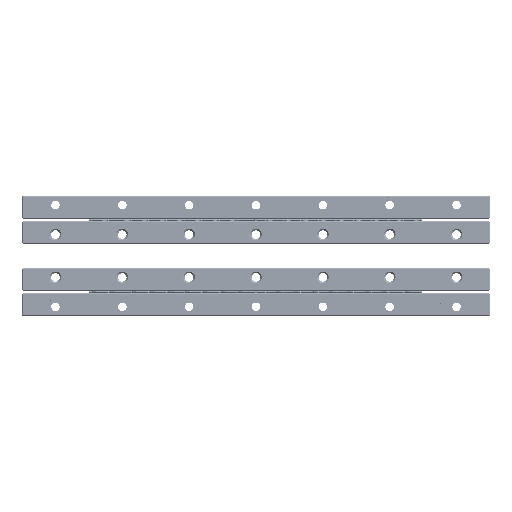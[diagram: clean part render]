
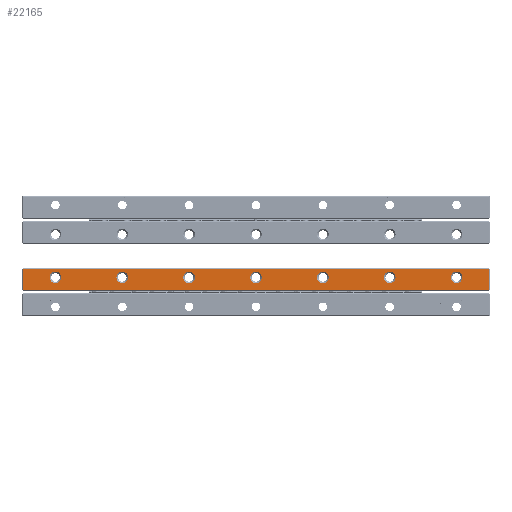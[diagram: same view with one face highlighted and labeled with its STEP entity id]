
A CAD part, top view. The second image highlights one B-rep face of the part: STEP entity #22165.
In plain terms, the highlighted planar face has unit normal (0, 0, 1).
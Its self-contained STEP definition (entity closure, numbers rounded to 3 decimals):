
#4195=CIRCLE('',#116791,2.175);
#4196=CIRCLE('',#116792,2.175);
#4197=CIRCLE('',#116793,2.175);
#4198=CIRCLE('',#116794,2.175);
#4199=CIRCLE('',#116795,2.175);
#4200=CIRCLE('',#116796,2.175);
#4201=CIRCLE('',#116797,2.175);
#10326=FACE_BOUND('',#35987,.T.);
#10327=FACE_BOUND('',#35988,.T.);
#10328=FACE_BOUND('',#35989,.T.);
#10329=FACE_BOUND('',#35990,.T.);
#10330=FACE_BOUND('',#35991,.T.);
#10331=FACE_BOUND('',#35992,.T.);
#10332=FACE_BOUND('',#35993,.T.);
#10333=FACE_BOUND('',#35994,.T.);
#22165=ADVANCED_FACE('',(#10326,#10327,#10328,#10329,#10330,#10331,#10332,
#10333),#27562,.T.);
#27562=PLANE('',#116798);
#35987=EDGE_LOOP('',(#53094));
#35988=EDGE_LOOP('',(#53095));
#35989=EDGE_LOOP('',(#53096));
#35990=EDGE_LOOP('',(#53097));
#35991=EDGE_LOOP('',(#53098));
#35992=EDGE_LOOP('',(#53099));
#35993=EDGE_LOOP('',(#53100));
#35994=EDGE_LOOP('',(#53101,#53102,#53103,#53104));
#53094=ORIENTED_EDGE('',*,*,#87551,.T.);
#53095=ORIENTED_EDGE('',*,*,#87552,.T.);
#53096=ORIENTED_EDGE('',*,*,#87553,.T.);
#53097=ORIENTED_EDGE('',*,*,#87554,.T.);
#53098=ORIENTED_EDGE('',*,*,#87555,.T.);
#53099=ORIENTED_EDGE('',*,*,#87556,.T.);
#53100=ORIENTED_EDGE('',*,*,#87557,.T.);
#53101=ORIENTED_EDGE('',*,*,#87558,.T.);
#53102=ORIENTED_EDGE('',*,*,#87559,.T.);
#53103=ORIENTED_EDGE('',*,*,#87560,.T.);
#53104=ORIENTED_EDGE('',*,*,#87561,.T.);
#75251=VERTEX_POINT('',#170708);
#75252=VERTEX_POINT('',#170710);
#75253=VERTEX_POINT('',#170712);
#75254=VERTEX_POINT('',#170714);
#75255=VERTEX_POINT('',#170716);
#75256=VERTEX_POINT('',#170718);
#75257=VERTEX_POINT('',#170720);
#75258=VERTEX_POINT('',#170722);
#75259=VERTEX_POINT('',#170723);
#75260=VERTEX_POINT('',#170725);
#75261=VERTEX_POINT('',#170727);
#87551=EDGE_CURVE('',#75251,#75251,#4195,.T.);
#87552=EDGE_CURVE('',#75252,#75252,#4196,.T.);
#87553=EDGE_CURVE('',#75253,#75253,#4197,.T.);
#87554=EDGE_CURVE('',#75254,#75254,#4198,.T.);
#87555=EDGE_CURVE('',#75255,#75255,#4199,.T.);
#87556=EDGE_CURVE('',#75256,#75256,#4200,.T.);
#87557=EDGE_CURVE('',#75257,#75257,#4201,.T.);
#87558=EDGE_CURVE('',#75258,#75259,#101816,.T.);
#87559=EDGE_CURVE('',#75259,#75260,#101817,.T.);
#87560=EDGE_CURVE('',#75260,#75261,#101818,.T.);
#87561=EDGE_CURVE('',#75261,#75258,#101819,.T.);
#101816=LINE('',#170721,#110976);
#101817=LINE('',#170724,#110977);
#101818=LINE('',#170726,#110978);
#101819=LINE('',#170728,#110979);
#110976=VECTOR('',#134261,1.);
#110977=VECTOR('',#134262,1.);
#110978=VECTOR('',#134263,1.);
#110979=VECTOR('',#134264,1.);
#116791=AXIS2_PLACEMENT_3D('',#170707,#134247,#134248);
#116792=AXIS2_PLACEMENT_3D('',#170709,#134249,#134250);
#116793=AXIS2_PLACEMENT_3D('',#170711,#134251,#134252);
#116794=AXIS2_PLACEMENT_3D('',#170713,#134253,#134254);
#116795=AXIS2_PLACEMENT_3D('',#170715,#134255,#134256);
#116796=AXIS2_PLACEMENT_3D('',#170717,#134257,#134258);
#116797=AXIS2_PLACEMENT_3D('',#170719,#134259,#134260);
#116798=AXIS2_PLACEMENT_3D('',#170729,#134265,#134266);
#134247=DIRECTION('',(0.,0.,-1.));
#134248=DIRECTION('',(1.,0.,0.));
#134249=DIRECTION('',(0.,0.,-1.));
#134250=DIRECTION('',(1.,0.,0.));
#134251=DIRECTION('',(0.,0.,-1.));
#134252=DIRECTION('',(1.,0.,0.));
#134253=DIRECTION('',(0.,0.,-1.));
#134254=DIRECTION('',(1.,0.,0.));
#134255=DIRECTION('',(0.,0.,-1.));
#134256=DIRECTION('',(1.,0.,0.));
#134257=DIRECTION('',(0.,0.,-1.));
#134258=DIRECTION('',(1.,0.,0.));
#134259=DIRECTION('',(0.,0.,-1.));
#134260=DIRECTION('',(1.,0.,0.));
#134261=DIRECTION('',(-1.,0.,0.));
#134262=DIRECTION('',(0.,-1.,0.));
#134263=DIRECTION('',(1.,0.,0.));
#134264=DIRECTION('',(0.,1.,0.));
#134265=DIRECTION('',(0.,0.,1.));
#134266=DIRECTION('',(1.,0.,0.));
#170707=CARTESIAN_POINT('',(162.5,14.5,8.));
#170708=CARTESIAN_POINT('',(164.675,14.5,8.));
#170709=CARTESIAN_POINT('',(137.5,14.5,8.));
#170710=CARTESIAN_POINT('',(139.675,14.5,8.));
#170711=CARTESIAN_POINT('',(112.5,14.5,8.));
#170712=CARTESIAN_POINT('',(114.675,14.5,8.));
#170713=CARTESIAN_POINT('',(87.5,14.5,8.));
#170714=CARTESIAN_POINT('',(89.675,14.5,8.));
#170715=CARTESIAN_POINT('',(62.5,14.5,8.));
#170716=CARTESIAN_POINT('',(64.675,14.5,8.));
#170717=CARTESIAN_POINT('',(37.5,14.5,8.));
#170718=CARTESIAN_POINT('',(39.675,14.5,8.));
#170719=CARTESIAN_POINT('',(12.5,14.5,8.));
#170720=CARTESIAN_POINT('',(14.675,14.5,8.));
#170721=CARTESIAN_POINT('',(87.5,17.575,8.));
#170722=CARTESIAN_POINT('',(174.575,17.575,8.));
#170723=CARTESIAN_POINT('',(0.425,17.575,8.));
#170724=CARTESIAN_POINT('',(0.425,13.7,8.));
#170725=CARTESIAN_POINT('',(0.425,9.825,8.));
#170726=CARTESIAN_POINT('',(87.5,9.825,8.));
#170727=CARTESIAN_POINT('',(174.575,9.825,8.));
#170728=CARTESIAN_POINT('',(174.575,13.7,8.));
#170729=CARTESIAN_POINT('',(87.5,13.7,8.));
